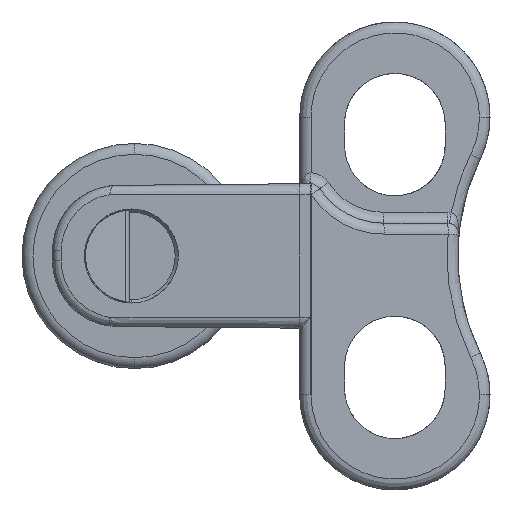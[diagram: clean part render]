
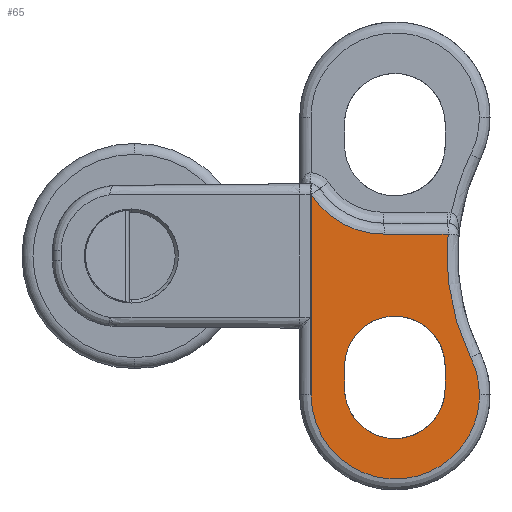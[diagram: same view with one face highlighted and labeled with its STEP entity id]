
A CAD part, left-side view. The second image highlights one B-rep face of the part: STEP entity #65.
In plain terms, the highlighted planar face has unit normal (-0.999, -0.035, 0).
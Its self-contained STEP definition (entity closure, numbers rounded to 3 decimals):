
#64 = CARTESIAN_POINT ( 'NONE',  ( -42.347, -0.517, -6.35 ) ) ;
#65 = ADVANCED_FACE ( 'NONE', ( #12268, #5887 ), #18640, .T. ) ;
#525 = CARTESIAN_POINT ( 'NONE',  ( -42.122, -6.951, -2.886 ) ) ;
#654 = ORIENTED_EDGE ( 'NONE', *, *, #1829, .T. ) ;
#755 = CARTESIAN_POINT ( 'NONE',  ( -42.347, -0.517, 3.8 ) ) ;
#1002 = CARTESIAN_POINT ( 'NONE',  ( -42.083, -8.083, -5.179 ) ) ;
#1070 = CARTESIAN_POINT ( 'NONE',  ( -42.293, -2.05, -7.397 ) ) ;
#1114 = CARTESIAN_POINT ( 'NONE',  ( -42.347, -0.517, 2.8 ) ) ;
#1338 = ORIENTED_EDGE ( 'NONE', *, *, #18168, .T. ) ;
#1829 = EDGE_CURVE ( 'NONE', #10580, #17237, #18104, .T. ) ;
#2047 = CARTESIAN_POINT ( 'NONE',  ( -42.078, -8.217, -6.35 ) ) ;
#2077 = ORIENTED_EDGE ( 'NONE', *, *, #15219, .T. ) ;
#2379 = VERTEX_POINT ( 'NONE', #9512 ) ;
#2472 = CARTESIAN_POINT ( 'NONE',  ( -42.133, -6.65, -6.05 ) ) ;
#2500 = AXIS2_PLACEMENT_3D ( 'NONE', #10592, #18528, #4203 ) ;
#2940 = CARTESIAN_POINT ( 'NONE',  ( -42.293, -2.05, -6.05 ) ) ;
#3339 = CARTESIAN_POINT ( 'NONE',  ( -42.293, -2.05, -0.45 ) ) ;
#3812 = CARTESIAN_POINT ( 'NONE',  ( -42.133, -6.65, -5.05 ) ) ;
#3922 = VECTOR ( 'NONE', #16958, 1000. ) ;
#3984 = EDGE_CURVE ( 'NONE', #18550, #18855, #10253, .T. ) ;
#4012 = CARTESIAN_POINT ( 'NONE',  ( -42.293, -2.05, -6.05 ) ) ;
#4198 = ORIENTED_EDGE ( 'NONE', *, *, #7829, .T. ) ;
#4203 = DIRECTION ( 'NONE',  ( 0.035, -0.999, 0. ) ) ;
#4825 =( BOUNDED_CURVE ( )  B_SPLINE_CURVE ( 3, ( #64, #11153, #20700, #6350 ),
 .UNSPECIFIED., .F., .F. ) 
 B_SPLINE_CURVE_WITH_KNOTS ( ( 4, 4 ),
 ( 3.142, 6.283 ),
 .UNSPECIFIED. ) 
 CURVE ( )  GEOMETRIC_REPRESENTATION_ITEM ( )  RATIONAL_B_SPLINE_CURVE ( ( 1., 0.333, 0.333, 1. ) ) 
 REPRESENTATION_ITEM ( '' )  );
#4882 = EDGE_CURVE ( 'NONE', #18881, #20309, #18250, .T. ) ;
#4891 = EDGE_LOOP ( 'NONE', ( #12383, #654, #17764, #7766, #2077 ) ) ;
#5072 = CARTESIAN_POINT ( 'NONE',  ( -42.365, 0., 1. ) ) ;
#5180 = CARTESIAN_POINT ( 'NONE',  ( -42.133, -6.65, -6.05 ) ) ;
#5516 = EDGE_CURVE ( 'NONE', #18855, #13541, #18551, .T. ) ;
#5887 = FACE_OUTER_BOUND ( 'NONE', #16625, .T. ) ;
#6044 = LINE ( 'NONE', #2472, #14526 ) ;
#6326 = CARTESIAN_POINT ( 'NONE',  ( -42.128, -6.784, 1. ) ) ;
#6350 = CARTESIAN_POINT ( 'NONE',  ( -42.078, -8.217, -6.35 ) ) ;
#6366 = ORIENTED_EDGE ( 'NONE', *, *, #9375, .T. ) ;
#6690 = CARTESIAN_POINT ( 'NONE',  ( -42.347, -0.517, -6.35 ) ) ;
#6787 = CARTESIAN_POINT ( 'NONE',  ( -42.092, -7.82, -4.646 ) ) ;
#6897 = CARTESIAN_POINT ( 'NONE',  ( -42.135, -6.597, -0.955 ) ) ;
#7148 = VERTEX_POINT ( 'NONE', #12078 ) ;
#7373 = VERTEX_POINT ( 'NONE', #6690 ) ;
#7602 = DIRECTION ( 'NONE',  ( 0., 0., -1. ) ) ;
#7625 =( BOUNDED_CURVE ( )  B_SPLINE_CURVE ( 3, ( #12001, #17105, #20270, #1114 ),
 .UNSPECIFIED., .F., .T. ) 
 B_SPLINE_CURVE_WITH_KNOTS ( ( 4, 4 ),
 ( 4.712, 5.701 ),
 .UNSPECIFIED. ) 
 CURVE ( )  GEOMETRIC_REPRESENTATION_ITEM ( )  RATIONAL_B_SPLINE_CURVE ( ( 1., 0.92, 0.92, 1. ) ) 
 REPRESENTATION_ITEM ( '' )  );
#7654 = CARTESIAN_POINT ( 'NONE',  ( -42.213, -4.35, -8.35 ) ) ;
#7766 = ORIENTED_EDGE ( 'NONE', *, *, #4882, .T. ) ;
#7829 = EDGE_CURVE ( 'NONE', #7373, #18550, #4825, .T. ) ;
#8232 = VECTOR ( 'NONE', #10398, 1000. ) ;
#8252 =( BOUNDED_CURVE ( )  B_SPLINE_CURVE ( 3, ( #5180, #11672, #18041, #10088 ),
 .UNSPECIFIED., .F., .T. ) 
 B_SPLINE_CURVE_WITH_KNOTS ( ( 4, 4 ),
 ( 0., 1.571 ),
 .UNSPECIFIED. ) 
 CURVE ( )  GEOMETRIC_REPRESENTATION_ITEM ( )  RATIONAL_B_SPLINE_CURVE ( ( 1., 0.805, 0.805, 1. ) ) 
 REPRESENTATION_ITEM ( '' )  );
#8440 = CARTESIAN_POINT ( 'NONE',  ( -42.133, -6.65, -0.45 ) ) ;
#8672 = EDGE_CURVE ( 'NONE', #7148, #15981, #7625, .T. ) ;
#9060 = ORIENTED_EDGE ( 'NONE', *, *, #8672, .T. ) ;
#9214 = CARTESIAN_POINT ( 'NONE',  ( -42.26, -3.003, -8.35 ) ) ;
#9375 = EDGE_CURVE ( 'NONE', #15981, #7373, #10583, .T. ) ;
#9512 = CARTESIAN_POINT ( 'NONE',  ( -42.133, -6.65, -6.05 ) ) ;
#9718 = CARTESIAN_POINT ( 'NONE',  ( -42.133, -6.65, -5.05 ) ) ;
#10088 = CARTESIAN_POINT ( 'NONE',  ( -42.213, -4.35, -8.35 ) ) ;
#10253 =( BOUNDED_CURVE ( )  B_SPLINE_CURVE ( 3, ( #2047, #16388, #1002, #20261 ),
 .UNSPECIFIED., .F., .F. ) 
 B_SPLINE_CURVE_WITH_KNOTS ( ( 4, 4 ),
 ( 0., 0.458 ),
 .UNSPECIFIED. ) 
 CURVE ( )  GEOMETRIC_REPRESENTATION_ITEM ( )  RATIONAL_B_SPLINE_CURVE ( ( 1., 0.983, 0.983, 1. ) ) 
 REPRESENTATION_ITEM ( '' )  );
#10398 = DIRECTION ( 'NONE',  ( 0., 0., 1. ) ) ;
#10580 = VERTEX_POINT ( 'NONE', #13923 ) ;
#10583 = LINE ( 'NONE', #755, #3922 ) ;
#10592 = CARTESIAN_POINT ( 'NONE',  ( -42.365, 0., 3.8 ) ) ;
#10852 = CARTESIAN_POINT ( 'NONE',  ( -42.293, -2.05, -6.05 ) ) ;
#11153 = CARTESIAN_POINT ( 'NONE',  ( -42.347, -0.517, -14.05 ) ) ;
#11460 = DIRECTION ( 'NONE',  ( -0.035, 0.999, 0. ) ) ;
#11672 = CARTESIAN_POINT ( 'NONE',  ( -42.133, -6.65, -7.397 ) ) ;
#12001 = CARTESIAN_POINT ( 'NONE',  ( -42.23, -3.858, 1. ) ) ;
#12078 = CARTESIAN_POINT ( 'NONE',  ( -42.23, -3.858, 1. ) ) ;
#12268 = FACE_BOUND ( 'NONE', #4891, .T. ) ;
#12383 = ORIENTED_EDGE ( 'NONE', *, *, #19232, .T. ) ;
#12704 = CARTESIAN_POINT ( 'NONE',  ( -42.078, -8.217, -6.35 ) ) ;
#13541 = VERTEX_POINT ( 'NONE', #6326 ) ;
#13923 = CARTESIAN_POINT ( 'NONE',  ( -42.213, -4.35, -8.35 ) ) ;
#14526 = VECTOR ( 'NONE', #7602, 1000. ) ;
#14840 = CARTESIAN_POINT ( 'NONE',  ( -42.293, -2.05, -5.05 ) ) ;
#15219 = EDGE_CURVE ( 'NONE', #20309, #2379, #6044, .T. ) ;
#15981 = VERTEX_POINT ( 'NONE', #16330 ) ;
#16254 = ORIENTED_EDGE ( 'NONE', *, *, #5516, .T. ) ;
#16330 = CARTESIAN_POINT ( 'NONE',  ( -42.347, -0.517, 2.8 ) ) ;
#16388 = CARTESIAN_POINT ( 'NONE',  ( -42.078, -8.217, -5.757 ) ) ;
#16625 = EDGE_LOOP ( 'NONE', ( #6366, #4198, #18322, #16254, #1338, #9060 ) ) ;
#16680 = LINE ( 'NONE', #4012, #8232 ) ;
#16958 = DIRECTION ( 'NONE',  ( 0., 0., -1. ) ) ;
#17105 = CARTESIAN_POINT ( 'NONE',  ( -42.278, -2.484, 1. ) ) ;
#17237 = VERTEX_POINT ( 'NONE', #10852 ) ;
#17619 = VECTOR ( 'NONE', #11460, 1000. ) ;
#17681 = CARTESIAN_POINT ( 'NONE',  ( -42.293, -2.05, -5.05 ) ) ;
#17764 = ORIENTED_EDGE ( 'NONE', *, *, #18337, .T. ) ;
#17829 = LINE ( 'NONE', #5072, #17619 ) ;
#17959 = CARTESIAN_POINT ( 'NONE',  ( -42.092, -7.82, -4.646 ) ) ;
#18041 = CARTESIAN_POINT ( 'NONE',  ( -42.166, -5.697, -8.35 ) ) ;
#18104 =( BOUNDED_CURVE ( )  B_SPLINE_CURVE ( 3, ( #7654, #9214, #1070, #2940 ),
 .UNSPECIFIED., .F., .F. ) 
 B_SPLINE_CURVE_WITH_KNOTS ( ( 4, 4 ),
 ( 1.571, 3.142 ),
 .UNSPECIFIED. ) 
 CURVE ( )  GEOMETRIC_REPRESENTATION_ITEM ( )  RATIONAL_B_SPLINE_CURVE ( ( 1., 0.805, 0.805, 1. ) ) 
 REPRESENTATION_ITEM ( '' )  );
#18168 = EDGE_CURVE ( 'NONE', #13541, #7148, #17829, .T. ) ;
#18250 =( BOUNDED_CURVE ( )  B_SPLINE_CURVE ( 3, ( #17681, #3339, #8440, #9718 ),
 .UNSPECIFIED., .F., .F. ) 
 B_SPLINE_CURVE_WITH_KNOTS ( ( 4, 4 ),
 ( 3.142, 6.283 ),
 .UNSPECIFIED. ) 
 CURVE ( )  GEOMETRIC_REPRESENTATION_ITEM ( )  RATIONAL_B_SPLINE_CURVE ( ( 1., 0.333, 0.333, 1. ) ) 
 REPRESENTATION_ITEM ( '' )  );
#18322 = ORIENTED_EDGE ( 'NONE', *, *, #3984, .T. ) ;
#18337 = EDGE_CURVE ( 'NONE', #17237, #18881, #16680, .T. ) ;
#18528 = DIRECTION ( 'NONE',  ( -0.999, -0.035, 0. ) ) ;
#18550 = VERTEX_POINT ( 'NONE', #12704 ) ;
#18551 =( BOUNDED_CURVE ( )  B_SPLINE_CURVE ( 3, ( #6787, #525, #6897, #19670 ),
 .UNSPECIFIED., .F., .F. ) 
 B_SPLINE_CURVE_WITH_KNOTS ( ( 4, 4 ),
 ( 2.683, 3.237 ),
 .UNSPECIFIED. ) 
 CURVE ( )  GEOMETRIC_REPRESENTATION_ITEM ( )  RATIONAL_B_SPLINE_CURVE ( ( 1., 0.975, 0.975, 1. ) ) 
 REPRESENTATION_ITEM ( '' )  );
#18640 = PLANE ( 'NONE',  #2500 ) ;
#18855 = VERTEX_POINT ( 'NONE', #17959 ) ;
#18881 = VERTEX_POINT ( 'NONE', #14840 ) ;
#19232 = EDGE_CURVE ( 'NONE', #2379, #10580, #8252, .T. ) ;
#19670 = CARTESIAN_POINT ( 'NONE',  ( -42.128, -6.784, 1. ) ) ;
#20261 = CARTESIAN_POINT ( 'NONE',  ( -42.092, -7.82, -4.646 ) ) ;
#20270 = CARTESIAN_POINT ( 'NONE',  ( -42.321, -1.273, 1.652 ) ) ;
#20309 = VERTEX_POINT ( 'NONE', #3812 ) ;
#20700 = CARTESIAN_POINT ( 'NONE',  ( -42.078, -8.217, -14.05 ) ) ;
